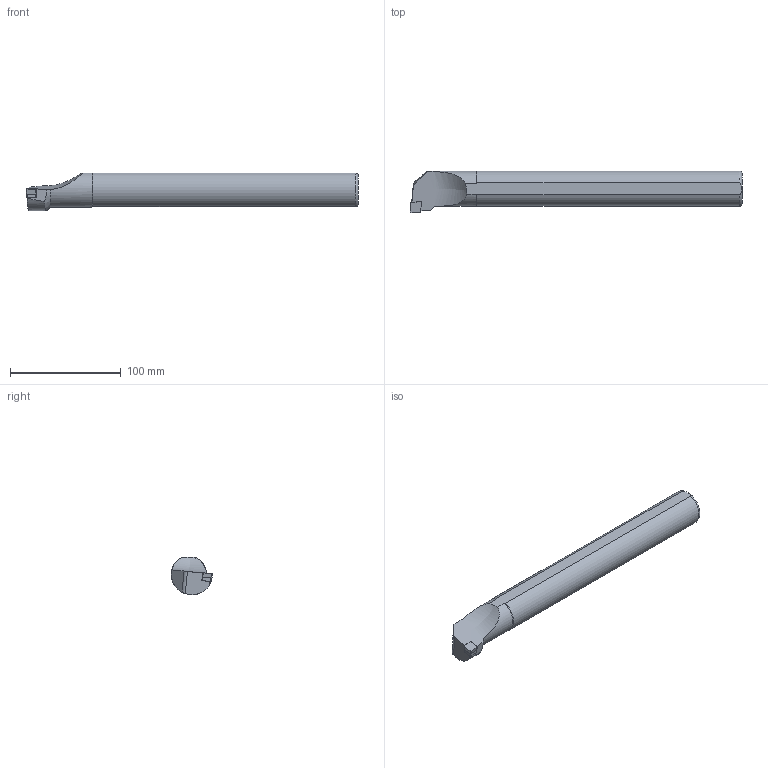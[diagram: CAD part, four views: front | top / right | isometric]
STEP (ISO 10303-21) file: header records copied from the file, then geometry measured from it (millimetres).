
FILE_DESCRIPTION(/* description */ (''),/* implementation_level */ '2;1');
FILE_NAME(/* name */ 'S32T-SCLCR-09.stp',/* time_stamp */ '2023-10-13T14:17:23+03:00',/* author */ (''),/* organization */ (''),/* preprocessor_version */ 'ST-DEVELOPER v19.4',/* originating_system */ 'SIEMENS PLM Software NX2306.3001',/* authorisation */ '');
FILE_SCHEMA (('AUTOMOTIVE_DESIGN { 1 0 10303 214 3 1 1 1 }'));
Length unit declared in the file: millimetre
Products named in the file (1): S32T SCLCR 09-LIGHT_x_t_objects
Bounding box: 299.92 x 37.92 x 33.75 mm (x, y, z)
Volume: 223389.3 mm3; surface area: 31015.7 mm2
Topology: 2 solids, 2 shells, 46 faces, 121 edges, 79 vertices
Faces by surface type: plane 24, cylinder 11, cone 7, bspline 3, torus 1
Entity records: 2269 total; most frequent: CARTESIAN_POINT 1137, ORIENTED_EDGE 238, DIRECTION 212, EDGE_CURVE 119, VERTEX_POINT 78, AXIS2_PLACEMENT_3D 77, LINE 58, VECTOR 58
